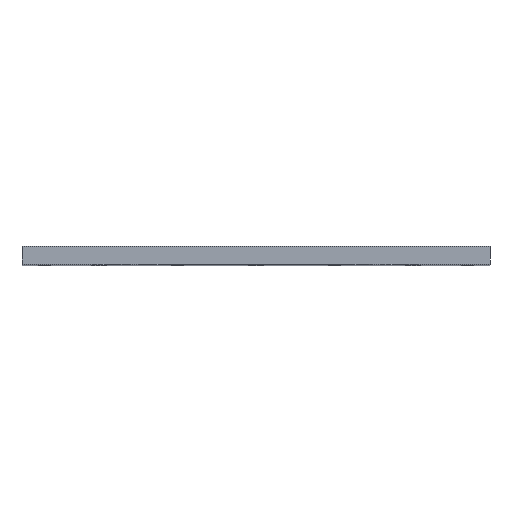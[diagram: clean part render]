
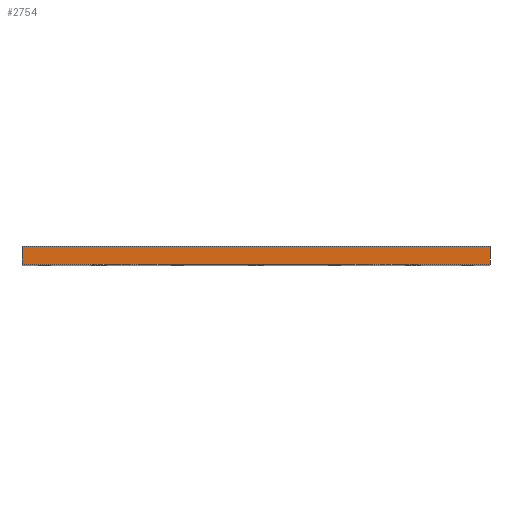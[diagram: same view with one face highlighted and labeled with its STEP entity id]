
A CAD part, top view. The second image highlights one B-rep face of the part: STEP entity #2754.
In plain terms, the highlighted planar face has unit normal (0, 0, 1).
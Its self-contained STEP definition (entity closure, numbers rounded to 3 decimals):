
#240 = LINE ( 'NONE', #2892, #3817 ) ;
#417 = VECTOR ( 'NONE', #3514, 1000. ) ;
#627 = ORIENTED_EDGE ( 'NONE', *, *, #4587, .F. ) ;
#884 = LINE ( 'NONE', #1238, #2890 ) ;
#889 = AXIS2_PLACEMENT_3D ( 'NONE', #3376, #4457, #1101 ) ;
#898 = VERTEX_POINT ( 'NONE', #4005 ) ;
#1101 = DIRECTION ( 'NONE',  ( -1., 0., 0. ) ) ;
#1227 = VERTEX_POINT ( 'NONE', #3193 ) ;
#1238 = CARTESIAN_POINT ( 'NONE',  ( 65., 5., 162. ) ) ;
#1266 = CARTESIAN_POINT ( 'NONE',  ( 65., 0., 162. ) ) ;
#1490 = CARTESIAN_POINT ( 'NONE',  ( -65., 5., 162. ) ) ;
#1624 = VERTEX_POINT ( 'NONE', #3552 ) ;
#1660 = DIRECTION ( 'NONE',  ( 0., -1., 0. ) ) ;
#1907 = PLANE ( 'NONE',  #889 ) ;
#2347 = ORIENTED_EDGE ( 'NONE', *, *, #3317, .T. ) ;
#2391 = LINE ( 'NONE', #1266, #417 ) ;
#2659 = FACE_OUTER_BOUND ( 'NONE', #3923, .T. ) ;
#2754 = ADVANCED_FACE ( 'NONE', ( #2659 ), #1907, .F. ) ;
#2890 = VECTOR ( 'NONE', #1660, 1000. ) ;
#2892 = CARTESIAN_POINT ( 'NONE',  ( 65., 5., 162. ) ) ;
#2942 = ORIENTED_EDGE ( 'NONE', *, *, #3461, .F. ) ;
#3058 = LINE ( 'NONE', #1490, #3638 ) ;
#3193 = CARTESIAN_POINT ( 'NONE',  ( -65., 5., 162. ) ) ;
#3196 = ORIENTED_EDGE ( 'NONE', *, *, #3753, .T. ) ;
#3317 = EDGE_CURVE ( 'NONE', #1624, #898, #2391, .T. ) ;
#3376 = CARTESIAN_POINT ( 'NONE',  ( 65., 5., 162. ) ) ;
#3461 = EDGE_CURVE ( 'NONE', #1227, #4852, #240, .T. ) ;
#3514 = DIRECTION ( 'NONE',  ( 1., 0., 0. ) ) ;
#3552 = CARTESIAN_POINT ( 'NONE',  ( -65., 0., 162. ) ) ;
#3638 = VECTOR ( 'NONE', #4555, 1000. ) ;
#3753 = EDGE_CURVE ( 'NONE', #1227, #1624, #3058, .T. ) ;
#3817 = VECTOR ( 'NONE', #4688, 1000. ) ;
#3923 = EDGE_LOOP ( 'NONE', ( #2347, #627, #2942, #3196 ) ) ;
#4005 = CARTESIAN_POINT ( 'NONE',  ( 65., 0., 162. ) ) ;
#4457 = DIRECTION ( 'NONE',  ( 0., 0., -1. ) ) ;
#4505 = CARTESIAN_POINT ( 'NONE',  ( 65., 5., 162. ) ) ;
#4555 = DIRECTION ( 'NONE',  ( 0., -1., 0. ) ) ;
#4587 = EDGE_CURVE ( 'NONE', #4852, #898, #884, .T. ) ;
#4688 = DIRECTION ( 'NONE',  ( 1., 0., 0. ) ) ;
#4852 = VERTEX_POINT ( 'NONE', #4505 ) ;
